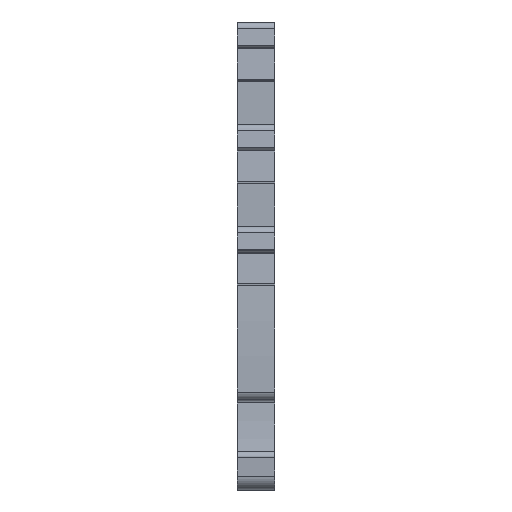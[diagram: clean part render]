
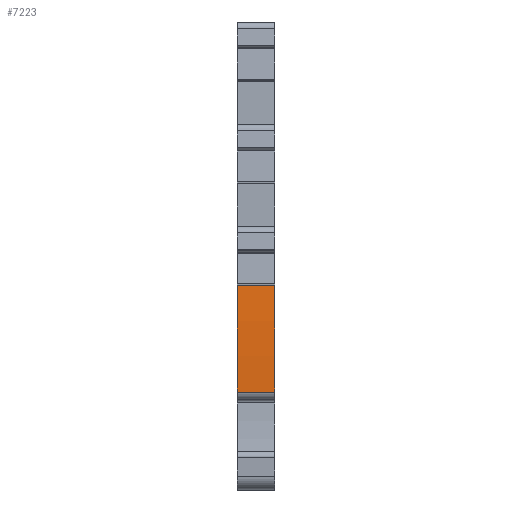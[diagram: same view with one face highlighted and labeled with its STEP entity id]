
A CAD part, front view. The second image highlights one B-rep face of the part: STEP entity #7223.
In plain terms, the highlighted cylindrical face has radius 151.052 mm (diameter 302.104 mm), a partial arc.
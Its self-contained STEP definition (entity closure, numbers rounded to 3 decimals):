
#290=AXIS2_PLACEMENT_3D('Circle Axis2P3D',#288,#289,$) ;
#5685=AXIS2_PLACEMENT_3D('Circle Axis2P3D',#5683,#5684,$) ;
#7210=AXIS2_PLACEMENT_3D('Cylinder Axis2P3D',#7207,#7208,#7209) ;
#285=CARTESIAN_POINT('Vertex',(5.1,1.887,28.054)) ;
#288=CARTESIAN_POINT('Axis2P3D Location',(5.1,152.538,17.05)) ;
#292=CARTESIAN_POINT('Vertex',(5.1,1.529,13.426)) ;
#5680=CARTESIAN_POINT('Vertex',(0.,1.529,13.426)) ;
#5683=CARTESIAN_POINT('Axis2P3D Location',(0.,152.538,17.05)) ;
#5687=CARTESIAN_POINT('Vertex',(0.,1.887,28.054)) ;
#7194=CARTESIAN_POINT('Line Origine',(2.55,1.887,28.054)) ;
#7207=CARTESIAN_POINT('Axis2P3D Location',(2.55,152.538,17.05)) ;
#7212=CARTESIAN_POINT('Line Origine',(2.55,1.529,13.426)) ;
#289=DIRECTION('Axis2P3D Direction',(-1.,0.,0.)) ;
#5684=DIRECTION('Axis2P3D Direction',(-1.,0.,0.)) ;
#7195=DIRECTION('Vector Direction',(-1.,0.,0.)) ;
#7208=DIRECTION('Axis2P3D Direction',(-1.,0.,0.)) ;
#7209=DIRECTION('Axis2P3D XDirection',(0.,-1.,-0.024)) ;
#7213=DIRECTION('Vector Direction',(-1.,0.,0.)) ;
#7196=VECTOR('Line Direction',#7195,1.) ;
#7214=VECTOR('Line Direction',#7213,1.) ;
#7218=ORIENTED_EDGE('',*,*,#294,.T.) ;
#7219=ORIENTED_EDGE('',*,*,#7198,.F.) ;
#7220=ORIENTED_EDGE('',*,*,#5689,.F.) ;
#7221=ORIENTED_EDGE('',*,*,#7216,.T.) ;
#7223=ADVANCED_FACE('MLD',(#7222),#7211,.T.) ;
#291=CIRCLE('generated circle',#290,151.052) ;
#5686=CIRCLE('generated circle',#5685,151.052) ;
#7211=CYLINDRICAL_SURFACE('generated cylinder',#7210,151.052) ;
#294=EDGE_CURVE('',#293,#286,#291,.T.) ;
#5689=EDGE_CURVE('',#5681,#5688,#5686,.T.) ;
#7198=EDGE_CURVE('',#5688,#286,#7197,.F.) ;
#7216=EDGE_CURVE('',#5681,#293,#7215,.F.) ;
#7217=EDGE_LOOP('',(#7218,#7219,#7220,#7221)) ;
#7222=FACE_OUTER_BOUND('',#7217,.T.) ;
#7197=LINE('Line',#7194,#7196) ;
#7215=LINE('Line',#7212,#7214) ;
#286=VERTEX_POINT('',#285) ;
#293=VERTEX_POINT('',#292) ;
#5681=VERTEX_POINT('',#5680) ;
#5688=VERTEX_POINT('',#5687) ;
